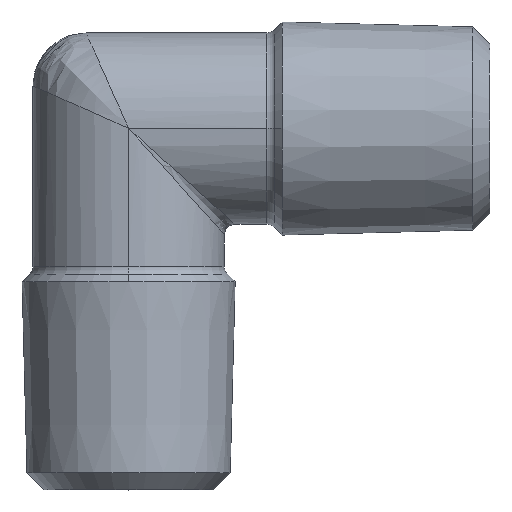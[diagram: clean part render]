
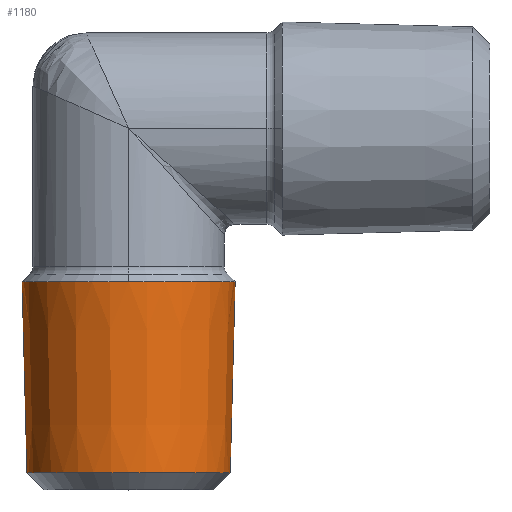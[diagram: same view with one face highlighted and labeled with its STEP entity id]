
A CAD part, top view. The second image highlights one B-rep face of the part: STEP entity #1180.
In plain terms, the highlighted conical face has half-angle 1.47 degrees and reference radius 5.018 mm.
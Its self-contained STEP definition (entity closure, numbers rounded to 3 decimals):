
#277 = CARTESIAN_POINT ( 'NONE',  ( 0., -16.2, 0. ) ) ;
#278 = DIRECTION ( 'NONE',  ( 0., -1., 0. ) ) ;
#279 = DIRECTION ( 'NONE',  ( 1., 0., 0. ) ) ;
#282 = CARTESIAN_POINT ( 'NONE',  ( 5.018, -7., 0. ) ) ;
#283 = DIRECTION ( 'NONE',  ( 0.026, 1., 0. ) ) ;
#284 = CARTESIAN_POINT ( 'NONE',  ( 0., -7.219, 0. ) ) ;
#285 = DIRECTION ( 'NONE',  ( 0., 1., 0. ) ) ;
#286 = DIRECTION ( 'NONE',  ( -1., 0., 0. ) ) ;
#287 = CARTESIAN_POINT ( 'NONE',  ( 0., -7.219, 0. ) ) ;
#288 = DIRECTION ( 'NONE',  ( 0., 1., 0. ) ) ;
#289 = DIRECTION ( 'NONE',  ( -1., 0., 0. ) ) ;
#290 = CARTESIAN_POINT ( 'NONE',  ( -5.018, -7., 0. ) ) ;
#291 = DIRECTION ( 'NONE',  ( -0.026, 1., 0. ) ) ;
#476 = ORIENTED_EDGE ( 'NONE', *, *, #1249, .F. ) ;
#478 = ORIENTED_EDGE ( 'NONE', *, *, #1247, .T. ) ;
#479 = ORIENTED_EDGE ( 'NONE', *, *, #1250, .F. ) ;
#631 = VERTEX_POINT ( 'NONE', #959 ) ;
#633 = VERTEX_POINT ( 'NONE', #961 ) ;
#634 = VERTEX_POINT ( 'NONE', #962 ) ;
#635 = VERTEX_POINT ( 'NONE', #963 ) ;
#636 = VERTEX_POINT ( 'NONE', #964 ) ;
#694 = EDGE_LOOP ( 'NONE', ( #1323, #478, #1324, #476, #479 ) ) ;
#805 = FACE_OUTER_BOUND ( 'NONE', #694, .T. ) ;
#871 = LINE ( 'NONE', #282, #1426 ) ;
#872 = LINE ( 'NONE', #290, #1431 ) ;
#959 = CARTESIAN_POINT ( 'NONE',  ( 4.782, -16.2, 0. ) ) ;
#961 = CARTESIAN_POINT ( 'NONE',  ( -4.782, -16.2, 0. ) ) ;
#962 = CARTESIAN_POINT ( 'NONE',  ( 0., -7.219, 5.012 ) ) ;
#963 = CARTESIAN_POINT ( 'NONE',  ( 5.012, -7.219, 0. ) ) ;
#964 = CARTESIAN_POINT ( 'NONE',  ( -5.012, -7.219, 0. ) ) ;
#1030 = CARTESIAN_POINT ( 'NONE',  ( 0., -7., 0. ) ) ;
#1031 = DIRECTION ( 'NONE',  ( 0., 1., 0. ) ) ;
#1032 = DIRECTION ( 'NONE',  ( -1., 0., 0. ) ) ;
#1180 = ADVANCED_FACE ( 'NONE', ( #805 ), #1334, .T. ) ;
#1245 = EDGE_CURVE ( 'NONE', #631, #633, #1415, .T. ) ;
#1247 = EDGE_CURVE ( 'NONE', #631, #635, #871, .T. ) ;
#1248 = EDGE_CURVE ( 'NONE', #634, #635, #1425, .T. ) ;
#1249 = EDGE_CURVE ( 'NONE', #636, #634, #1422, .T. ) ;
#1250 = EDGE_CURVE ( 'NONE', #633, #636, #872, .T. ) ;
#1323 = ORIENTED_EDGE ( 'NONE', *, *, #1245, .F. ) ;
#1324 = ORIENTED_EDGE ( 'NONE', *, *, #1248, .F. ) ;
#1329 = AXIS2_PLACEMENT_3D ( 'NONE', #1030, #1031, #1032 ) ;
#1334 = CONICAL_SURFACE ( 'NONE', #1329, 5.018, 0.026 ) ;
#1415 = CIRCLE ( 'NONE', #1423, 4.782 ) ;
#1422 = CIRCLE ( 'NONE', #1429, 5.012 ) ;
#1423 = AXIS2_PLACEMENT_3D ( 'NONE', #277, #278, #279 ) ;
#1425 = CIRCLE ( 'NONE', #1427, 5.012 ) ;
#1426 = VECTOR ( 'NONE', #283, 1000. ) ;
#1427 = AXIS2_PLACEMENT_3D ( 'NONE', #284, #285, #286 ) ;
#1429 = AXIS2_PLACEMENT_3D ( 'NONE', #287, #288, #289 ) ;
#1431 = VECTOR ( 'NONE', #291, 1000. ) ;
